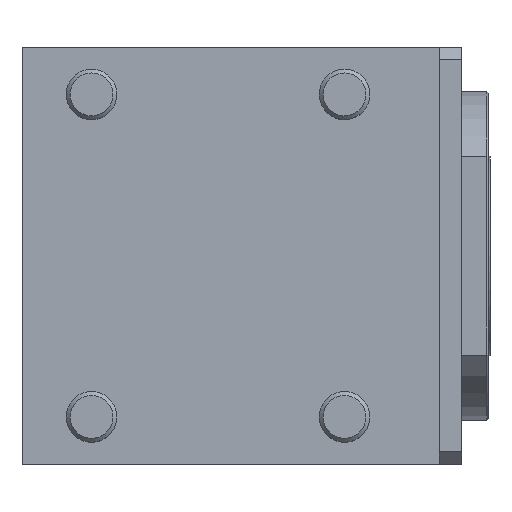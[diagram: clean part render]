
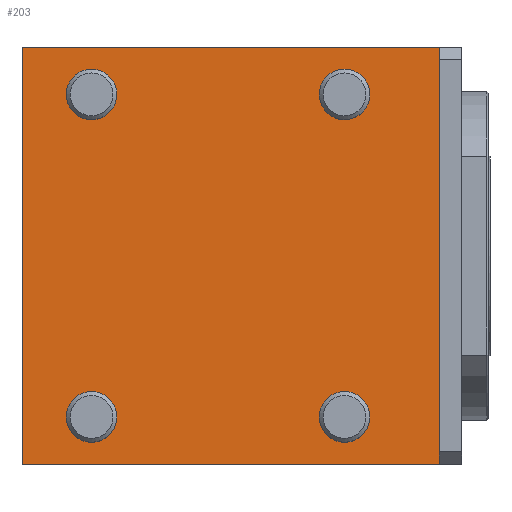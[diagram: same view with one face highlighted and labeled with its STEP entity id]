
A CAD part, top view. The second image highlights one B-rep face of the part: STEP entity #203.
In plain terms, the highlighted planar face has unit normal (0, 0, 1).
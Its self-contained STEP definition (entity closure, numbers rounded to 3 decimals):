
#53=LINE('',#1418,#94);
#57=LINE('',#1427,#98);
#60=LINE('',#1432,#101);
#61=LINE('',#1434,#102);
#94=VECTOR('',#807,1.);
#98=VECTOR('',#813,1.);
#101=VECTOR('',#818,1.);
#102=VECTOR('',#819,1.);
#138=PLANE('',#682);
#203=ADVANCED_FACE('',(#256,#257,#258,#259,#260),#138,.F.);
#256=FACE_BOUND('',#306,.T.);
#257=FACE_BOUND('',#307,.T.);
#258=FACE_BOUND('',#308,.T.);
#259=FACE_BOUND('',#309,.T.);
#260=FACE_BOUND('',#310,.T.);
#306=EDGE_LOOP('',(#400,#401,#402,#403));
#307=EDGE_LOOP('',(#404));
#308=EDGE_LOOP('',(#405));
#309=EDGE_LOOP('',(#406));
#310=EDGE_LOOP('',(#407));
#400=ORIENTED_EDGE('',*,*,#554,.F.);
#401=ORIENTED_EDGE('',*,*,#557,.T.);
#402=ORIENTED_EDGE('',*,*,#558,.F.);
#403=ORIENTED_EDGE('',*,*,#550,.F.);
#404=ORIENTED_EDGE('',*,*,#537,.T.);
#405=ORIENTED_EDGE('',*,*,#540,.T.);
#406=ORIENTED_EDGE('',*,*,#543,.T.);
#407=ORIENTED_EDGE('',*,*,#546,.T.);
#479=VERTEX_POINT('',#1380);
#482=VERTEX_POINT('',#1389);
#485=VERTEX_POINT('',#1398);
#488=VERTEX_POINT('',#1407);
#492=VERTEX_POINT('',#1417);
#493=VERTEX_POINT('',#1419);
#496=VERTEX_POINT('',#1426);
#498=VERTEX_POINT('',#1433);
#537=EDGE_CURVE('',#479,#479,#589,.T.);
#540=EDGE_CURVE('',#482,#482,#592,.T.);
#543=EDGE_CURVE('',#485,#485,#595,.T.);
#546=EDGE_CURVE('',#488,#488,#598,.T.);
#550=EDGE_CURVE('',#492,#493,#53,.T.);
#554=EDGE_CURVE('',#496,#492,#57,.T.);
#557=EDGE_CURVE('',#496,#498,#60,.T.);
#558=EDGE_CURVE('',#493,#498,#61,.T.);
#589=CIRCLE('',#657,8.);
#592=CIRCLE('',#663,8.);
#595=CIRCLE('',#669,8.);
#598=CIRCLE('',#675,8.);
#657=AXIS2_PLACEMENT_3D('',#1379,#759,#760);
#663=AXIS2_PLACEMENT_3D('',#1388,#771,#772);
#669=AXIS2_PLACEMENT_3D('',#1397,#783,#784);
#675=AXIS2_PLACEMENT_3D('',#1406,#795,#796);
#682=AXIS2_PLACEMENT_3D('',#1435,#820,#821);
#759=DIRECTION('',(0.,0.,-1.));
#760=DIRECTION('',(1.,0.,0.));
#771=DIRECTION('',(0.,0.,-1.));
#772=DIRECTION('',(0.753,-0.658,0.));
#783=DIRECTION('',(0.,0.,-1.));
#784=DIRECTION('',(1.,0.,0.));
#795=DIRECTION('',(0.,0.,-1.));
#796=DIRECTION('',(1.,0.,0.));
#807=DIRECTION('',(0.,1.,0.));
#813=DIRECTION('',(-1.,0.,0.));
#818=DIRECTION('',(0.,1.,0.));
#819=DIRECTION('',(1.,0.,0.));
#820=DIRECTION('',(0.,0.,-1.));
#821=DIRECTION('',(-1.,0.,0.));
#1379=CARTESIAN_POINT('',(-110.,51.001,0.));
#1380=CARTESIAN_POINT('',(-102.,51.001,0.));
#1388=CARTESIAN_POINT('',(-30.,51.001,0.));
#1389=CARTESIAN_POINT('',(-23.979,45.734,0.));
#1397=CARTESIAN_POINT('',(-110.,-50.999,0.));
#1398=CARTESIAN_POINT('',(-102.,-50.999,0.));
#1406=CARTESIAN_POINT('',(-30.,-50.999,0.));
#1407=CARTESIAN_POINT('',(-22.,-50.999,0.));
#1417=CARTESIAN_POINT('',(-132.,-65.999,0.));
#1418=CARTESIAN_POINT('',(-132.,-65.999,0.));
#1419=CARTESIAN_POINT('',(-132.,66.001,0.));
#1426=CARTESIAN_POINT('',(0.,-65.999,0.));
#1427=CARTESIAN_POINT('',(0.,-65.999,0.));
#1432=CARTESIAN_POINT('',(0.,-65.999,0.));
#1433=CARTESIAN_POINT('',(0.,66.001,0.));
#1434=CARTESIAN_POINT('',(-133.,66.001,0.));
#1435=CARTESIAN_POINT('',(-66.5,0.001,0.));
